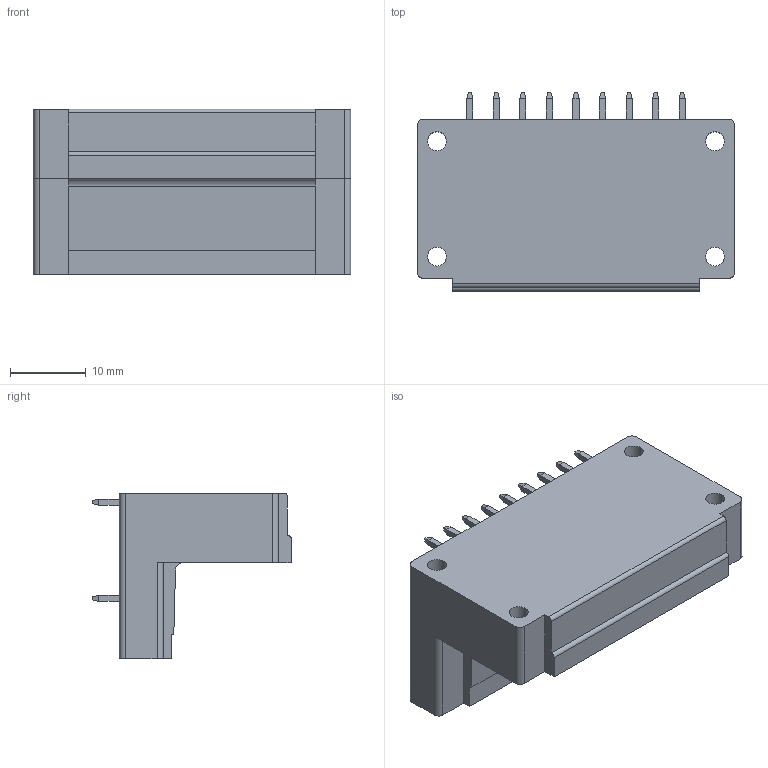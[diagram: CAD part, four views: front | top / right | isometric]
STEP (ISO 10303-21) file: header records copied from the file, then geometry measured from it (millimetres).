
FILE_DESCRIPTION((''),'2;1');
FILE_NAME('TLPHDW-005R-XXP','2024-09-24T09:30:19',('sheji109'),(''),'CREO PARAMETRIC BY PTC INC, 2018100','CREO PARAMETRIC BY PTC INC, 2018100','');
FILE_SCHEMA(('CONFIG_CONTROL_DESIGN'));
Length unit declared in the file: millimetre
Products named in the file (1): TLPHDW-005R-XXP
Bounding box: 41.9 x 26.2 x 21.9 mm (x, y, z)
Volume: 9897.2 mm3; surface area: 8302.3 mm2
Topology: 1 solids, 1 shells, 1386 faces, 3738 edges, 2426 vertices
Faces by surface type: plane 973, cylinder 287, cone 90, torus 36
Entity records: 43354 total; most frequent: CARTESIAN_POINT 8252, ORIENTED_EDGE 7476, DIRECTION 7030, EDGE_CURVE 3738, VECTOR 2858, LINE 2858, VERTEX_POINT 2426, AXIS2_PLACEMENT_3D 2086
